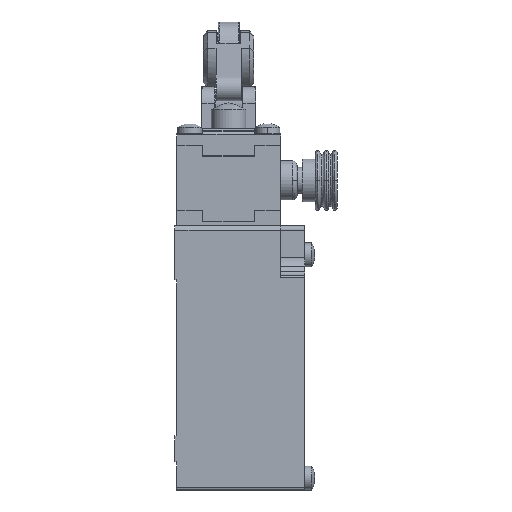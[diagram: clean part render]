
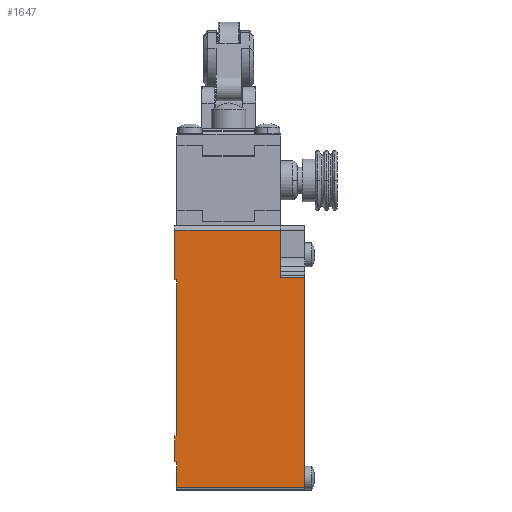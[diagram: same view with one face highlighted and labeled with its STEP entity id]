
A CAD part, left-side view. The second image highlights one B-rep face of the part: STEP entity #1647.
In plain terms, the highlighted planar face has unit normal (-1, 0, 0).
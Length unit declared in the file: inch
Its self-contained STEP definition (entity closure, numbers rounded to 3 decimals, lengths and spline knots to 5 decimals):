
#56 = DIRECTION ( 'NONE',  ( 0., 0., -1. ) ) ;
#231 = CARTESIAN_POINT ( 'NONE',  ( -0.59646, -0.96063, 0.25591 ) ) ;
#340 = CARTESIAN_POINT ( 'NONE',  ( -0.59646, -1.1811, -2.12598 ) ) ;
#370 = ORIENTED_EDGE ( 'NONE', *, *, #8949, .T. ) ;
#403 = CARTESIAN_POINT ( 'NONE',  ( -0.59646, -0.01575, -2.12598 ) ) ;
#433 = PLANE ( 'NONE',  #442 ) ;
#442 = AXIS2_PLACEMENT_3D ( 'NONE', #9933, #4270, #6758 ) ;
#581 = CARTESIAN_POINT ( 'NONE',  ( -0.59646, 0., -1.88976 ) ) ;
#634 = VERTEX_POINT ( 'NONE', #7247 ) ;
#849 = CARTESIAN_POINT ( 'NONE',  ( -0.59646, 0., -2.12598 ) ) ;
#1148 = VECTOR ( 'NONE', #7106, 39.37008 ) ;
#1233 = VECTOR ( 'NONE', #56, 39.37008 ) ;
#1588 = DIRECTION ( 'NONE',  ( 0., 1., 0. ) ) ;
#1647 = ADVANCED_FACE ( 'NONE', ( #2073 ), #433, .T. ) ;
#1819 = DIRECTION ( 'NONE',  ( 0., -1., 0. ) ) ;
#1980 = EDGE_CURVE ( 'NONE', #7614, #4875, #7926, .T. ) ;
#1990 = LINE ( 'NONE', #7838, #2240 ) ;
#2049 = EDGE_CURVE ( 'NONE', #4294, #2141, #9296, .T. ) ;
#2073 = FACE_OUTER_BOUND ( 'NONE', #4390, .T. ) ;
#2107 = LINE ( 'NONE', #231, #7963 ) ;
#2141 = VERTEX_POINT ( 'NONE', #581 ) ;
#2207 = VECTOR ( 'NONE', #6145, 39.37008 ) ;
#2224 = CARTESIAN_POINT ( 'NONE',  ( -0.59646, -0.01575, -1.65354 ) ) ;
#2240 = VECTOR ( 'NONE', #3823, 39.37008 ) ;
#2461 = CARTESIAN_POINT ( 'NONE',  ( -0.59646, 0., -0.94488 ) ) ;
#2597 = DIRECTION ( 'NONE',  ( 0., 0., -1. ) ) ;
#2612 = LINE ( 'NONE', #2224, #2862 ) ;
#2862 = VECTOR ( 'NONE', #10091, 39.37008 ) ;
#2955 = CARTESIAN_POINT ( 'NONE',  ( -0.59646, 0., -0.23622 ) ) ;
#3156 = DIRECTION ( 'NONE',  ( 0., -1., 0. ) ) ;
#3191 = DIRECTION ( 'NONE',  ( 0., 0., -1. ) ) ;
#3214 = EDGE_CURVE ( 'NONE', #7682, #6079, #10145, .T. ) ;
#3558 = VECTOR ( 'NONE', #1588, 39.37008 ) ;
#3823 = DIRECTION ( 'NONE',  ( 0., 0., -1. ) ) ;
#3896 = ORIENTED_EDGE ( 'NONE', *, *, #9898, .T. ) ;
#3966 = ORIENTED_EDGE ( 'NONE', *, *, #10029, .T. ) ;
#4037 = VERTEX_POINT ( 'NONE', #7364 ) ;
#4270 = DIRECTION ( 'NONE',  ( -1., 0., 0. ) ) ;
#4294 = VERTEX_POINT ( 'NONE', #6615 ) ;
#4378 = ORIENTED_EDGE ( 'NONE', *, *, #2049, .T. ) ;
#4390 = EDGE_LOOP ( 'NONE', ( #8316, #3896, #6277, #6328, #7485, #5221, #4533, #3966, #4378, #370, #5399, #7289 ) ) ;
#4392 = CARTESIAN_POINT ( 'NONE',  ( -0.59646, -0.96063, 0.21654 ) ) ;
#4520 = VECTOR ( 'NONE', #8846, 39.37008 ) ;
#4533 = ORIENTED_EDGE ( 'NONE', *, *, #7694, .T. ) ;
#4682 = CARTESIAN_POINT ( 'NONE',  ( -0.59646, 0., -1.88976 ) ) ;
#4726 = CARTESIAN_POINT ( 'NONE',  ( -0.59646, 0., -1.65354 ) ) ;
#4759 = CARTESIAN_POINT ( 'NONE',  ( -0.59646, 0., -0.94488 ) ) ;
#4843 = EDGE_CURVE ( 'NONE', #7627, #4875, #6278, .T. ) ;
#4875 = VERTEX_POINT ( 'NONE', #5010 ) ;
#5010 = CARTESIAN_POINT ( 'NONE',  ( -0.59646, -1.1811, -2.12598 ) ) ;
#5205 = EDGE_CURVE ( 'NONE', #6496, #7682, #10112, .T. ) ;
#5221 = ORIENTED_EDGE ( 'NONE', *, *, #6336, .T. ) ;
#5399 = ORIENTED_EDGE ( 'NONE', *, *, #8628, .T. ) ;
#5784 = VECTOR ( 'NONE', #3156, 39.37008 ) ;
#6079 = VERTEX_POINT ( 'NONE', #2955 ) ;
#6114 = CARTESIAN_POINT ( 'NONE',  ( -0.59646, 0., -0.21654 ) ) ;
#6145 = DIRECTION ( 'NONE',  ( 0., 1., 0. ) ) ;
#6277 = ORIENTED_EDGE ( 'NONE', *, *, #9064, .F. ) ;
#6278 = B_SPLINE_CURVE_WITH_KNOTS ( 'NONE', 1,
 ( #9802, #340 ),
 .UNSPECIFIED., .F., .F.,
 ( 2, 2 ),
 ( 0., 1. ),
 .UNSPECIFIED. ) ;
#6328 = ORIENTED_EDGE ( 'NONE', *, *, #5205, .T. ) ;
#6336 = EDGE_CURVE ( 'NONE', #6079, #8423, #8861, .T. ) ;
#6496 = VERTEX_POINT ( 'NONE', #4392 ) ;
#6615 = CARTESIAN_POINT ( 'NONE',  ( -0.59646, 0., -1.65354 ) ) ;
#6625 = CARTESIAN_POINT ( 'NONE',  ( -0.59646, 0., 0.21654 ) ) ;
#6693 = CARTESIAN_POINT ( 'NONE',  ( -0.59646, -0.01575, -0.23622 ) ) ;
#6758 = DIRECTION ( 'NONE',  ( 0., 0., 1. ) ) ;
#7106 = DIRECTION ( 'NONE',  ( 0., -1., 0. ) ) ;
#7196 = LINE ( 'NONE', #6114, #2207 ) ;
#7232 = CARTESIAN_POINT ( 'NONE',  ( -0.59646, -0.01575, -1.88976 ) ) ;
#7247 = CARTESIAN_POINT ( 'NONE',  ( -0.59646, -0.01575, -1.65354 ) ) ;
#7289 = ORIENTED_EDGE ( 'NONE', *, *, #1980, .T. ) ;
#7364 = CARTESIAN_POINT ( 'NONE',  ( -0.59646, -0.96063, -0.21654 ) ) ;
#7412 = VERTEX_POINT ( 'NONE', #7232 ) ;
#7419 = CARTESIAN_POINT ( 'NONE',  ( -0.59646, 0., -0.23622 ) ) ;
#7466 = LINE ( 'NONE', #4682, #1148 ) ;
#7485 = ORIENTED_EDGE ( 'NONE', *, *, #3214, .T. ) ;
#7614 = VERTEX_POINT ( 'NONE', #403 ) ;
#7627 = VERTEX_POINT ( 'NONE', #8230 ) ;
#7682 = VERTEX_POINT ( 'NONE', #8585 ) ;
#7694 = EDGE_CURVE ( 'NONE', #8423, #634, #2612, .T. ) ;
#7806 = LINE ( 'NONE', #4726, #3558 ) ;
#7838 = CARTESIAN_POINT ( 'NONE',  ( -0.59646, -0.01575, -3.30709 ) ) ;
#7926 = LINE ( 'NONE', #849, #5784 ) ;
#7963 = VECTOR ( 'NONE', #2597, 39.37008 ) ;
#8230 = CARTESIAN_POINT ( 'NONE',  ( -0.59646, -1.1811, -0.21654 ) ) ;
#8316 = ORIENTED_EDGE ( 'NONE', *, *, #4843, .F. ) ;
#8423 = VERTEX_POINT ( 'NONE', #6693 ) ;
#8585 = CARTESIAN_POINT ( 'NONE',  ( -0.59646, 0., 0.21654 ) ) ;
#8628 = EDGE_CURVE ( 'NONE', #7412, #7614, #1990, .T. ) ;
#8846 = DIRECTION ( 'NONE',  ( 0., 1., 0. ) ) ;
#8861 = LINE ( 'NONE', #7419, #9104 ) ;
#8949 = EDGE_CURVE ( 'NONE', #2141, #7412, #7466, .T. ) ;
#9064 = EDGE_CURVE ( 'NONE', #6496, #4037, #2107, .T. ) ;
#9104 = VECTOR ( 'NONE', #1819, 39.37008 ) ;
#9296 = LINE ( 'NONE', #4759, #9786 ) ;
#9786 = VECTOR ( 'NONE', #3191, 39.37008 ) ;
#9802 = CARTESIAN_POINT ( 'NONE',  ( -0.59646, -1.1811, -0.21654 ) ) ;
#9898 = EDGE_CURVE ( 'NONE', #7627, #4037, #7196, .T. ) ;
#9933 = CARTESIAN_POINT ( 'NONE',  ( -0.59646, 0., -2.14567 ) ) ;
#10029 = EDGE_CURVE ( 'NONE', #634, #4294, #7806, .T. ) ;
#10091 = DIRECTION ( 'NONE',  ( 0., 0., -1. ) ) ;
#10112 = LINE ( 'NONE', #6625, #4520 ) ;
#10145 = LINE ( 'NONE', #2461, #1233 ) ;
